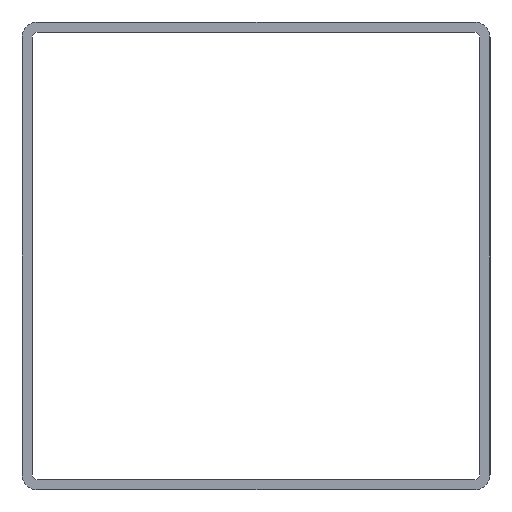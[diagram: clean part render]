
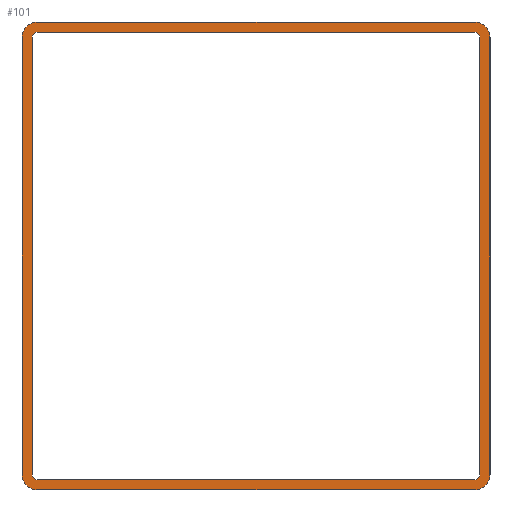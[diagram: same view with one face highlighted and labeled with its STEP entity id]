
A CAD part, left-side view. The second image highlights one B-rep face of the part: STEP entity #101.
In plain terms, the highlighted planar face has unit normal (-1, 0, 0).
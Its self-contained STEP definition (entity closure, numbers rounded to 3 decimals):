
#22 = VERTEX_POINT('',#23);
#23 = CARTESIAN_POINT('',(0.,-14.,15.));
#40 = VERTEX_POINT('',#41);
#41 = CARTESIAN_POINT('',(0.,14.,15.));
#47 = EDGE_CURVE('',#22,#40,#48,.T.);
#48 = LINE('',#49,#50);
#49 = CARTESIAN_POINT('',(0.,-14.,15.));
#50 = VECTOR('',#51,1.);
#51 = DIRECTION('',(0.,1.,0.));
#83 = VERTEX_POINT('',#84);
#84 = CARTESIAN_POINT('',(0.,-15.,14.));
#90 = EDGE_CURVE('',#22,#83,#91,.T.);
#91 = CIRCLE('',#92,1.);
#92 = AXIS2_PLACEMENT_3D('',#93,#94,#95);
#93 = CARTESIAN_POINT('',(0.,-14.,14.));
#94 = DIRECTION('',(1.,0.,0.));
#95 = DIRECTION('',(0.,1.,0.));
#101 = ADVANCED_FACE('',(#102,#155),#225,.F.);
#102 = FACE_BOUND('',#103,.T.);
#103 = EDGE_LOOP('',(#104,#105,#114,#122,#131,#139,#148,#154));
#104 = ORIENTED_EDGE('',*,*,#47,.T.);
#105 = ORIENTED_EDGE('',*,*,#106,.F.);
#106 = EDGE_CURVE('',#107,#40,#109,.T.);
#107 = VERTEX_POINT('',#108);
#108 = CARTESIAN_POINT('',(0.,15.,14.));
#109 = CIRCLE('',#110,1.);
#110 = AXIS2_PLACEMENT_3D('',#111,#112,#113);
#111 = CARTESIAN_POINT('',(0.,14.,14.));
#112 = DIRECTION('',(1.,0.,0.));
#113 = DIRECTION('',(0.,1.,0.));
#114 = ORIENTED_EDGE('',*,*,#115,.T.);
#115 = EDGE_CURVE('',#107,#116,#118,.T.);
#116 = VERTEX_POINT('',#117);
#117 = CARTESIAN_POINT('',(0.,15.,-14.));
#118 = LINE('',#119,#120);
#119 = CARTESIAN_POINT('',(0.,15.,14.));
#120 = VECTOR('',#121,1.);
#121 = DIRECTION('',(0.,0.,-1.));
#122 = ORIENTED_EDGE('',*,*,#123,.F.);
#123 = EDGE_CURVE('',#124,#116,#126,.T.);
#124 = VERTEX_POINT('',#125);
#125 = CARTESIAN_POINT('',(0.,14.,-15.));
#126 = CIRCLE('',#127,1.);
#127 = AXIS2_PLACEMENT_3D('',#128,#129,#130);
#128 = CARTESIAN_POINT('',(0.,14.,-14.));
#129 = DIRECTION('',(1.,0.,0.));
#130 = DIRECTION('',(0.,1.,0.));
#131 = ORIENTED_EDGE('',*,*,#132,.T.);
#132 = EDGE_CURVE('',#124,#133,#135,.T.);
#133 = VERTEX_POINT('',#134);
#134 = CARTESIAN_POINT('',(0.,-14.,-15.));
#135 = LINE('',#136,#137);
#136 = CARTESIAN_POINT('',(0.,14.,-15.));
#137 = VECTOR('',#138,1.);
#138 = DIRECTION('',(0.,-1.,0.));
#139 = ORIENTED_EDGE('',*,*,#140,.F.);
#140 = EDGE_CURVE('',#141,#133,#143,.T.);
#141 = VERTEX_POINT('',#142);
#142 = CARTESIAN_POINT('',(0.,-15.,-14.));
#143 = CIRCLE('',#144,1.);
#144 = AXIS2_PLACEMENT_3D('',#145,#146,#147);
#145 = CARTESIAN_POINT('',(0.,-14.,-14.));
#146 = DIRECTION('',(1.,0.,0.));
#147 = DIRECTION('',(0.,1.,0.));
#148 = ORIENTED_EDGE('',*,*,#149,.T.);
#149 = EDGE_CURVE('',#141,#83,#150,.T.);
#150 = LINE('',#151,#152);
#151 = CARTESIAN_POINT('',(0.,-15.,-14.));
#152 = VECTOR('',#153,1.);
#153 = DIRECTION('',(0.,0.,1.));
#154 = ORIENTED_EDGE('',*,*,#90,.F.);
#155 = FACE_BOUND('',#156,.F.);
#156 = EDGE_LOOP('',(#157,#167,#176,#184,#193,#201,#210,#218));
#157 = ORIENTED_EDGE('',*,*,#158,.T.);
#158 = EDGE_CURVE('',#159,#161,#163,.T.);
#159 = VERTEX_POINT('',#160);
#160 = CARTESIAN_POINT('',(0.,-14.,14.35));
#161 = VERTEX_POINT('',#162);
#162 = CARTESIAN_POINT('',(0.,14.,14.35));
#163 = LINE('',#164,#165);
#164 = CARTESIAN_POINT('',(0.,-14.,14.35));
#165 = VECTOR('',#166,1.);
#166 = DIRECTION('',(0.,1.,0.));
#167 = ORIENTED_EDGE('',*,*,#168,.F.);
#168 = EDGE_CURVE('',#169,#161,#171,.T.);
#169 = VERTEX_POINT('',#170);
#170 = CARTESIAN_POINT('',(0.,14.35,14.));
#171 = CIRCLE('',#172,0.35);
#172 = AXIS2_PLACEMENT_3D('',#173,#174,#175);
#173 = CARTESIAN_POINT('',(0.,14.,14.));
#174 = DIRECTION('',(1.,0.,0.));
#175 = DIRECTION('',(0.,1.,0.));
#176 = ORIENTED_EDGE('',*,*,#177,.T.);
#177 = EDGE_CURVE('',#169,#178,#180,.T.);
#178 = VERTEX_POINT('',#179);
#179 = CARTESIAN_POINT('',(0.,14.35,-14.));
#180 = LINE('',#181,#182);
#181 = CARTESIAN_POINT('',(0.,14.35,14.));
#182 = VECTOR('',#183,1.);
#183 = DIRECTION('',(0.,0.,-1.));
#184 = ORIENTED_EDGE('',*,*,#185,.F.);
#185 = EDGE_CURVE('',#186,#178,#188,.T.);
#186 = VERTEX_POINT('',#187);
#187 = CARTESIAN_POINT('',(0.,14.,-14.35));
#188 = CIRCLE('',#189,0.35);
#189 = AXIS2_PLACEMENT_3D('',#190,#191,#192);
#190 = CARTESIAN_POINT('',(0.,14.,-14.));
#191 = DIRECTION('',(1.,0.,0.));
#192 = DIRECTION('',(0.,1.,0.));
#193 = ORIENTED_EDGE('',*,*,#194,.T.);
#194 = EDGE_CURVE('',#186,#195,#197,.T.);
#195 = VERTEX_POINT('',#196);
#196 = CARTESIAN_POINT('',(0.,-14.,-14.35));
#197 = LINE('',#198,#199);
#198 = CARTESIAN_POINT('',(0.,14.,-14.35));
#199 = VECTOR('',#200,1.);
#200 = DIRECTION('',(0.,-1.,0.));
#201 = ORIENTED_EDGE('',*,*,#202,.F.);
#202 = EDGE_CURVE('',#203,#195,#205,.T.);
#203 = VERTEX_POINT('',#204);
#204 = CARTESIAN_POINT('',(0.,-14.35,-14.));
#205 = CIRCLE('',#206,0.35);
#206 = AXIS2_PLACEMENT_3D('',#207,#208,#209);
#207 = CARTESIAN_POINT('',(0.,-14.,-14.));
#208 = DIRECTION('',(1.,0.,0.));
#209 = DIRECTION('',(0.,1.,0.));
#210 = ORIENTED_EDGE('',*,*,#211,.T.);
#211 = EDGE_CURVE('',#203,#212,#214,.T.);
#212 = VERTEX_POINT('',#213);
#213 = CARTESIAN_POINT('',(0.,-14.35,14.));
#214 = LINE('',#215,#216);
#215 = CARTESIAN_POINT('',(0.,-14.35,-14.));
#216 = VECTOR('',#217,1.);
#217 = DIRECTION('',(0.,0.,1.));
#218 = ORIENTED_EDGE('',*,*,#219,.F.);
#219 = EDGE_CURVE('',#159,#212,#220,.T.);
#220 = CIRCLE('',#221,0.35);
#221 = AXIS2_PLACEMENT_3D('',#222,#223,#224);
#222 = CARTESIAN_POINT('',(0.,-14.,14.));
#223 = DIRECTION('',(1.,0.,0.));
#224 = DIRECTION('',(0.,1.,0.));
#225 = PLANE('',#226);
#226 = AXIS2_PLACEMENT_3D('',#227,#228,#229);
#227 = CARTESIAN_POINT('',(0.,0.,0.));
#228 = DIRECTION('',(1.,0.,0.));
#229 = DIRECTION('',(0.,0.,1.));
